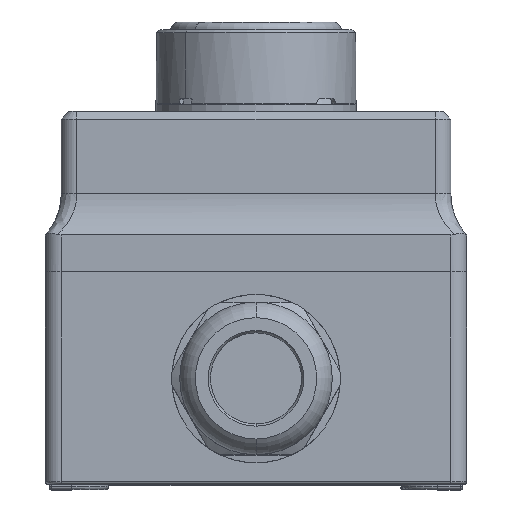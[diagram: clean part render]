
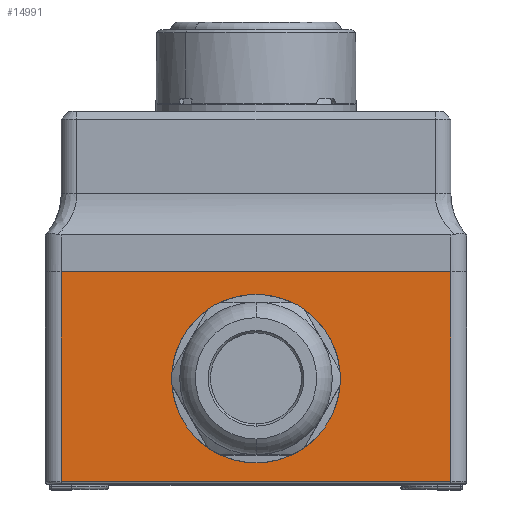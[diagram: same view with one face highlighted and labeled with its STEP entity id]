
A CAD part, top view. The second image highlights one B-rep face of the part: STEP entity #14991.
In plain terms, the highlighted planar face has unit normal (0, 0, 1).
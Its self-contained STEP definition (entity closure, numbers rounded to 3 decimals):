
#3020 = CARTESIAN_POINT ( 'NONE',  ( 37., 40.3, 46.5 ) ) ;
#5209 = VERTEX_POINT ( 'NONE', #65247 ) ;
#14061 = VECTOR ( 'NONE', #47660, 1000. ) ;
#14991 = ADVANCED_FACE ( 'NONE', ( #15784, #61346 ), #84313, .F. ) ;
#15784 = FACE_BOUND ( 'NONE', #94597, .T. ) ;
#16581 = CARTESIAN_POINT ( 'NONE',  ( -37., 40.3, 46.5 ) ) ;
#19014 = CARTESIAN_POINT ( 'NONE',  ( -37., 40.3, 46.5 ) ) ;
#20808 = CARTESIAN_POINT ( 'NONE',  ( 0., 20., 46.5 ) ) ;
#20987 = VECTOR ( 'NONE', #97330, 1000. ) ;
#22893 = EDGE_LOOP ( 'NONE', ( #55539, #73148, #81950, #73171 ) ) ;
#23710 = EDGE_CURVE ( 'NONE', #42827, #95841, #46825, .T. ) ;
#24448 = CARTESIAN_POINT ( 'NONE',  ( -40., 40.3, 46.5 ) ) ;
#29394 = VECTOR ( 'NONE', #93325, 1000. ) ;
#29437 = DIRECTION ( 'NONE',  ( 1., 0., 0. ) ) ;
#30332 = EDGE_CURVE ( 'NONE', #36003, #94984, #34395, .T. ) ;
#34395 = CIRCLE ( 'NONE', #108554, 12.6 ) ;
#34451 = DIRECTION ( 'NONE',  ( 0., 0., 1. ) ) ;
#34645 = EDGE_CURVE ( 'NONE', #5209, #55306, #66569, .T. ) ;
#36003 = VERTEX_POINT ( 'NONE', #74959 ) ;
#40477 = CARTESIAN_POINT ( 'NONE',  ( -37., 0.5, 46.5 ) ) ;
#41606 = CIRCLE ( 'NONE', #89561, 12.6 ) ;
#41685 = DIRECTION ( 'NONE',  ( -1., 0., 0. ) ) ;
#42827 = VERTEX_POINT ( 'NONE', #19014 ) ;
#43673 = EDGE_CURVE ( 'NONE', #95841, #5209, #58807, .T. ) ;
#46825 = LINE ( 'NONE', #16581, #29394 ) ;
#47660 = DIRECTION ( 'NONE',  ( 1., 0., 0. ) ) ;
#55306 = VERTEX_POINT ( 'NONE', #69072 ) ;
#55539 = ORIENTED_EDGE ( 'NONE', *, *, #43673, .T. ) ;
#57570 = ORIENTED_EDGE ( 'NONE', *, *, #74207, .F. ) ;
#58807 = LINE ( 'NONE', #86365, #78888 ) ;
#59432 = CARTESIAN_POINT ( 'NONE',  ( 12.6, 20., 46.5 ) ) ;
#61338 = ORIENTED_EDGE ( 'NONE', *, *, #30332, .F. ) ;
#61346 = FACE_OUTER_BOUND ( 'NONE', #22893, .T. ) ;
#64371 = EDGE_CURVE ( 'NONE', #42827, #55306, #79738, .T. ) ;
#65247 = CARTESIAN_POINT ( 'NONE',  ( 37., 0.5, 46.5 ) ) ;
#66569 = LINE ( 'NONE', #3020, #20987 ) ;
#69072 = CARTESIAN_POINT ( 'NONE',  ( 37., 40.3, 46.5 ) ) ;
#73148 = ORIENTED_EDGE ( 'NONE', *, *, #34645, .T. ) ;
#73171 = ORIENTED_EDGE ( 'NONE', *, *, #23710, .T. ) ;
#74207 = EDGE_CURVE ( 'NONE', #94984, #36003, #41606, .T. ) ;
#74959 = CARTESIAN_POINT ( 'NONE',  ( -12.6, 20., 46.5 ) ) ;
#78888 = VECTOR ( 'NONE', #86014, 1000. ) ;
#79738 = LINE ( 'NONE', #98837, #14061 ) ;
#80719 = DIRECTION ( 'NONE',  ( 0., 0., 1. ) ) ;
#81489 = AXIS2_PLACEMENT_3D ( 'NONE', #24448, #92927, #41685 ) ;
#81950 = ORIENTED_EDGE ( 'NONE', *, *, #64371, .F. ) ;
#84313 = PLANE ( 'NONE',  #81489 ) ;
#85677 = CARTESIAN_POINT ( 'NONE',  ( 0., 20., 46.5 ) ) ;
#86014 = DIRECTION ( 'NONE',  ( 1., 0., 0. ) ) ;
#86365 = CARTESIAN_POINT ( 'NONE',  ( -40., 0.5, 46.5 ) ) ;
#89561 = AXIS2_PLACEMENT_3D ( 'NONE', #20808, #80719, #29437 ) ;
#92927 = DIRECTION ( 'NONE',  ( 0., 0., -1. ) ) ;
#93325 = DIRECTION ( 'NONE',  ( 0., -1., 0. ) ) ;
#94268 = DIRECTION ( 'NONE',  ( 1., 0., 0. ) ) ;
#94597 = EDGE_LOOP ( 'NONE', ( #57570, #61338 ) ) ;
#94984 = VERTEX_POINT ( 'NONE', #59432 ) ;
#95841 = VERTEX_POINT ( 'NONE', #40477 ) ;
#97330 = DIRECTION ( 'NONE',  ( 0., 1., 0. ) ) ;
#98837 = CARTESIAN_POINT ( 'NONE',  ( -40., 40.3, 46.5 ) ) ;
#108554 = AXIS2_PLACEMENT_3D ( 'NONE', #85677, #34451, #94268 ) ;
